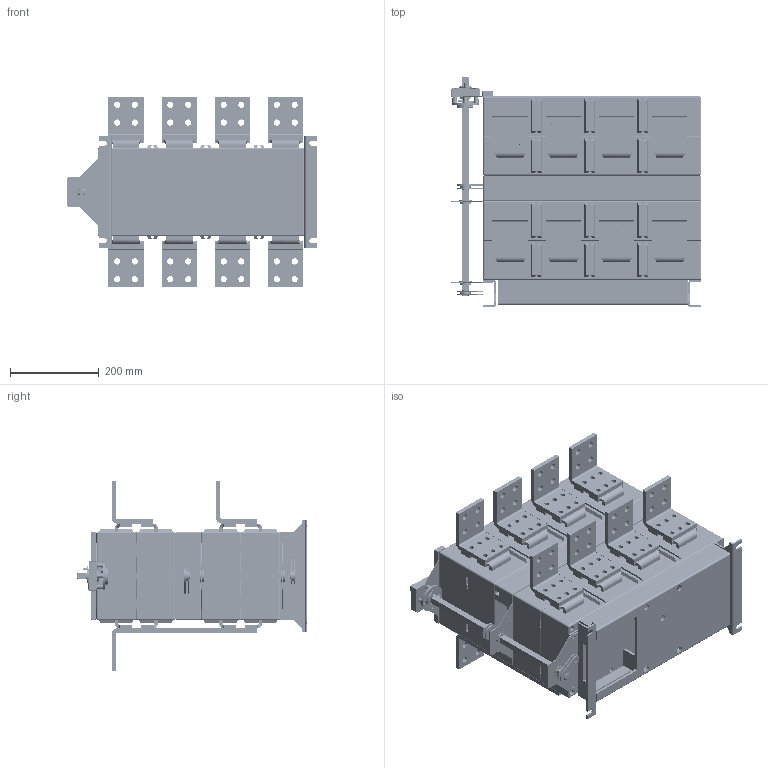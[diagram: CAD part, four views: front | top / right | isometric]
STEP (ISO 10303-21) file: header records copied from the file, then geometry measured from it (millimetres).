
FILE_DESCRIPTION (( 'STEP AP214' ), '1' );
FILE_NAME ('NH40_2000_蚾饜极_2.STEP', '2022-04-11T08:38:40', ( '' ), ( '' ), 'SwSTEP 2.0', 'SolidWorks 2016', '' );
FILE_SCHEMA (( 'AUTOMOTIVE_DESIGN' ));
Length unit declared in the file: millimetre
Products named in the file (23): NH40_1250_蟀裝啣; NH40_2000_ 噙揖芛_3; NH40_2000_ 噙揖芛諉盄啣A_1; NH40_1250_假蚾啣; NH40_1250_源粣隅弇釱; NH40_2000_ 噙揖芛諉盄啣B_1; NH40_2000_蚾饜极_2; NH40_2000_6脯; NH40_2000_5脯; NH40_2000_源粣; NH40_1250_源粣杶; NH40_1250_假蚾啣B; NH40_2000_1脯_2; NH40_1250_源粣种; NH40_1250_遠倛杶; NH40_2000_ 噙揖芛蚾饜极; NH40_1250_硌渀; NH40_1250_酗源輸; NH40_1250_盓殤; NH40_1250_醱啣; NH40_2000_3脯; NH40_1250_盓殤B; NH40_2000_4脯
Assembly tree (76 placements, depth 3):
  NH40_2000_蚾饜极_2
    NH40_2000_6脯  x2
    NH40_2000_5脯  x4
    NH40_2000_4脯
    NH40_2000_1脯_2
    NH40_1250_假蚾啣
    NH40_1250_假蚾啣B
    NH40_1250_盓殤  x2
    NH40_2000_ 噙揖芛蚾饜极  x32
      NH40_2000_ 噙揖芛_3
    NH40_2000_源粣
    NH40_1250_源粣杶  x3
    NH40_1250_源粣隅弇釱
    NH40_1250_醱啣
    NH40_1250_盓殤B
    NH40_1250_硌渀
    NH40_1250_蟀裝啣  x4
    NH40_1250_遠倛杶  x2
    NH40_1250_酗源輸
    NH40_1250_源粣种  x2
    NH40_2000_3脯  x2
    NH40_2000_ 噙揖芛諉盄啣A_1  x8
    NH40_2000_ 噙揖芛諉盄啣B_1  x4
Bounding box: 565 x 519.8 x 429.3 mm (x, y, z)
Volume: 38402248.6 mm3; surface area: 4023295.7 mm2
Topology: 75 solids, 75 shells, 4918 faces, 13023 edges, 8510 vertices
Faces by surface type: plane 2872, cylinder 1754, bspline 236, torus 20, sphere 18, cone 18
Entity records: 62963 total; most frequent: CARTESIAN_POINT 16058, ORIENTED_EDGE 9488, DIRECTION 9170, EDGE_CURVE 4744, LINE 3388, VECTOR 3388, VERTEX_POINT 3128, AXIS2_PLACEMENT_3D 2891
